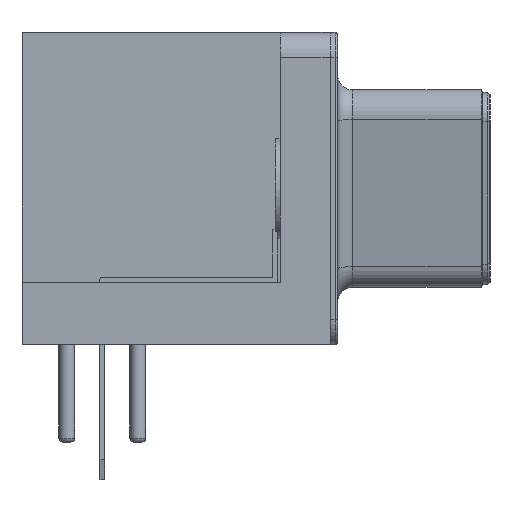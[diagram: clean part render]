
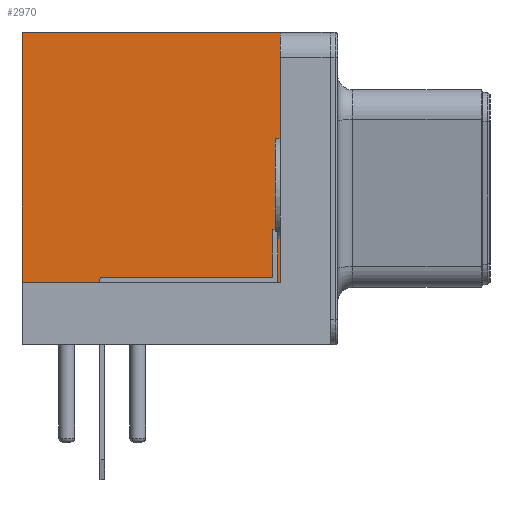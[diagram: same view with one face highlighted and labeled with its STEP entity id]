
A CAD part, left-side view. The second image highlights one B-rep face of the part: STEP entity #2970.
In plain terms, the highlighted planar face has unit normal (-1, 0, 0).
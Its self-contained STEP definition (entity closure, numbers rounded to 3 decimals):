
#1862 = VERTEX_POINT('',#1863);
#1863 = CARTESIAN_POINT('',(-37.67,1.8,12.5));
#1869 = EDGE_CURVE('',#1870,#1862,#1872,.T.);
#1870 = VERTEX_POINT('',#1871);
#1871 = CARTESIAN_POINT('',(-37.67,-8.54,12.5));
#1872 = LINE('',#1873,#1874);
#1873 = CARTESIAN_POINT('',(-37.67,-9.54,12.5));
#1874 = VECTOR('',#1875,1.);
#1875 = DIRECTION('',(0.,1.,0.));
#2900 = EDGE_CURVE('',#2901,#1862,#2903,.T.);
#2901 = VERTEX_POINT('',#2902);
#2902 = CARTESIAN_POINT('',(-37.67,1.8,2.5));
#2903 = LINE('',#2904,#2905);
#2904 = CARTESIAN_POINT('',(-37.67,1.8,4.375));
#2905 = VECTOR('',#2906,1.);
#2906 = DIRECTION('',(0.,0.,1.));
#2928 = VERTEX_POINT('',#2929);
#2929 = CARTESIAN_POINT('',(-37.67,-8.54,2.5));
#2935 = EDGE_CURVE('',#2928,#1870,#2936,.T.);
#2936 = LINE('',#2937,#2938);
#2937 = CARTESIAN_POINT('',(-37.67,-8.54,2.5));
#2938 = VECTOR('',#2939,1.);
#2939 = DIRECTION('',(0.,0.,1.));
#2970 = ADVANCED_FACE('',(#2971),#2982,.F.);
#2971 = FACE_BOUND('',#2972,.F.);
#2972 = EDGE_LOOP('',(#2973,#2974,#2980,#2981));
#2973 = ORIENTED_EDGE('',*,*,#2935,.F.);
#2974 = ORIENTED_EDGE('',*,*,#2975,.T.);
#2975 = EDGE_CURVE('',#2928,#2901,#2976,.T.);
#2976 = LINE('',#2977,#2978);
#2977 = CARTESIAN_POINT('',(-37.67,-8.54,2.5));
#2978 = VECTOR('',#2979,1.);
#2979 = DIRECTION('',(0.,1.,0.));
#2980 = ORIENTED_EDGE('',*,*,#2900,.T.);
#2981 = ORIENTED_EDGE('',*,*,#1869,.F.);
#2982 = PLANE('',#2983);
#2983 = AXIS2_PLACEMENT_3D('',#2984,#2985,#2986);
#2984 = CARTESIAN_POINT('',(-37.67,-8.54,2.5));
#2985 = DIRECTION('',(1.,0.,0.));
#2986 = DIRECTION('',(0.,0.,1.));
